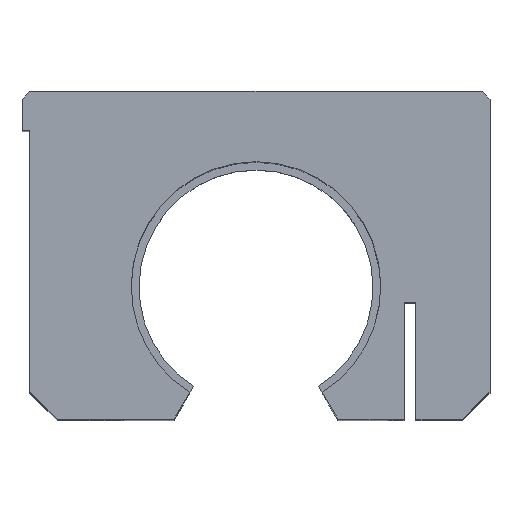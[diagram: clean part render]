
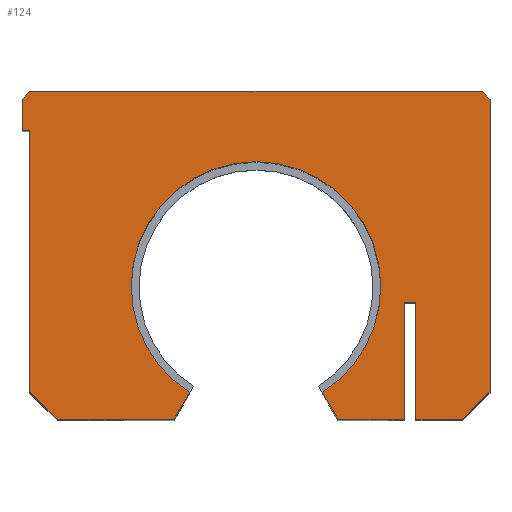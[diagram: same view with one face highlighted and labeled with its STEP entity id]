
A CAD part, top view. The second image highlights one B-rep face of the part: STEP entity #124.
In plain terms, the highlighted planar face has unit normal (0, 0, 1).
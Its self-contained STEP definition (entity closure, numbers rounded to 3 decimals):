
#124 = ADVANCED_FACE( '', ( #295 ), #296, .T. );
#295 = FACE_OUTER_BOUND( '', #550, .T. );
#296 = PLANE( '', #551 );
#550 = EDGE_LOOP( '', ( #1090, #1091, #1092, #1093, #1094, #1095, #1096, #1097, #1098, #1099, #1100, #1101, #1102, #1103, #1104, #1105, #1106, #1107, #1108 ) );
#551 = AXIS2_PLACEMENT_3D( '', #1109, #1110, #1111 );
#1090 = ORIENTED_EDGE( '', *, *, #1851, .T. );
#1091 = ORIENTED_EDGE( '', *, *, #1861, .F. );
#1092 = ORIENTED_EDGE( '', *, *, #1862, .T. );
#1093 = ORIENTED_EDGE( '', *, *, #1863, .T. );
#1094 = ORIENTED_EDGE( '', *, *, #1864, .T. );
#1095 = ORIENTED_EDGE( '', *, *, #1865, .F. );
#1096 = ORIENTED_EDGE( '', *, *, #1866, .F. );
#1097 = ORIENTED_EDGE( '', *, *, #1867, .F. );
#1098 = ORIENTED_EDGE( '', *, *, #1868, .F. );
#1099 = ORIENTED_EDGE( '', *, *, #1869, .F. );
#1100 = ORIENTED_EDGE( '', *, *, #1870, .F. );
#1101 = ORIENTED_EDGE( '', *, *, #1871, .F. );
#1102 = ORIENTED_EDGE( '', *, *, #1872, .F. );
#1103 = ORIENTED_EDGE( '', *, *, #1873, .F. );
#1104 = ORIENTED_EDGE( '', *, *, #1874, .F. );
#1105 = ORIENTED_EDGE( '', *, *, #1875, .F. );
#1106 = ORIENTED_EDGE( '', *, *, #1858, .T. );
#1107 = ORIENTED_EDGE( '', *, *, #1749, .T. );
#1108 = ORIENTED_EDGE( '', *, *, #1876, .T. );
#1109 = CARTESIAN_POINT( '', ( 0., 0., 104. ) );
#1110 = DIRECTION( '', ( 0., 0., 1. ) );
#1111 = DIRECTION( '', ( 1., 0., 0. ) );
#1749 = EDGE_CURVE( '', #2124, #2121, #2125, .T. );
#1851 = EDGE_CURVE( '', #2294, #2292, #2295, .T. );
#1858 = EDGE_CURVE( '', #2305, #2124, #2306, .T. );
#1861 = EDGE_CURVE( '', #2310, #2292, #2311, .T. );
#1862 = EDGE_CURVE( '', #2310, #2312, #2313, .T. );
#1863 = EDGE_CURVE( '', #2312, #2314, #2315, .T. );
#1864 = EDGE_CURVE( '', #2314, #2316, #2317, .T. );
#1865 = EDGE_CURVE( '', #2318, #2316, #2319, .T. );
#1866 = EDGE_CURVE( '', #2320, #2318, #2321, .T. );
#1867 = EDGE_CURVE( '', #2322, #2320, #2323, .T. );
#1868 = EDGE_CURVE( '', #2324, #2322, #2325, .T. );
#1869 = EDGE_CURVE( '', #2326, #2324, #2327, .T. );
#1870 = EDGE_CURVE( '', #2328, #2326, #2329, .T. );
#1871 = EDGE_CURVE( '', #2330, #2328, #2331, .T. );
#1872 = EDGE_CURVE( '', #2332, #2330, #2333, .T. );
#1873 = EDGE_CURVE( '', #2334, #2332, #2335, .T. );
#1874 = EDGE_CURVE( '', #2336, #2334, #2337, .T. );
#1875 = EDGE_CURVE( '', #2305, #2336, #2338, .T. );
#1876 = EDGE_CURVE( '', #2121, #2294, #2339, .T. );
#2121 = VERTEX_POINT( '', #2680 );
#2124 = VERTEX_POINT( '', #2684 );
#2125 = CIRCLE( '', #2685, 16. );
#2292 = VERTEX_POINT( '', #3098 );
#2294 = VERTEX_POINT( '', #3101 );
#2295 = LINE( '', #3102, #3103 );
#2305 = VERTEX_POINT( '', #3119 );
#2306 = LINE( '', #3120, #3121 );
#2310 = VERTEX_POINT( '', #3127 );
#2311 = LINE( '', #3128, #3129 );
#2312 = VERTEX_POINT( '', #3130 );
#2313 = LINE( '', #3131, #3132 );
#2314 = VERTEX_POINT( '', #3133 );
#2315 = LINE( '', #3134, #3135 );
#2316 = VERTEX_POINT( '', #3136 );
#2317 = LINE( '', #3137, #3138 );
#2318 = VERTEX_POINT( '', #3139 );
#2319 = LINE( '', #3140, #3141 );
#2320 = VERTEX_POINT( '', #3142 );
#2321 = LINE( '', #3143, #3144 );
#2322 = VERTEX_POINT( '', #3145 );
#2323 = LINE( '', #3146, #3147 );
#2324 = VERTEX_POINT( '', #3148 );
#2325 = LINE( '', #3149, #3150 );
#2326 = VERTEX_POINT( '', #3151 );
#2327 = LINE( '', #3152, #3153 );
#2328 = VERTEX_POINT( '', #3154 );
#2329 = LINE( '', #3155, #3156 );
#2330 = VERTEX_POINT( '', #3157 );
#2331 = LINE( '', #3158, #3159 );
#2332 = VERTEX_POINT( '', #3160 );
#2333 = LINE( '', #3161, #3162 );
#2334 = VERTEX_POINT( '', #3163 );
#2335 = LINE( '', #3164, #3165 );
#2336 = VERTEX_POINT( '', #3166 );
#2337 = LINE( '', #3167, #3168 );
#2338 = LINE( '', #3169, #3170 );
#2339 = CIRCLE( '', #3171, 16. );
#2680 = CARTESIAN_POINT( '', ( 0., 33., 104. ) );
#2684 = CARTESIAN_POINT( '', ( -8.5, 3.445, 104. ) );
#2685 = AXIS2_PLACEMENT_3D( '', #3577, #3578, #3579 );
#3098 = CARTESIAN_POINT( '', ( 10.489, 0., 104. ) );
#3101 = CARTESIAN_POINT( '', ( 8.5, 3.445, 104. ) );
#3102 = CARTESIAN_POINT( '', ( 9.466, 1.771, 104. ) );
#3103 = VECTOR( '', #3767, 1. );
#3119 = CARTESIAN_POINT( '', ( -10.489, 0., 104. ) );
#3120 = CARTESIAN_POINT( '', ( -3.933, 11.354, 104. ) );
#3121 = VECTOR( '', #3774, 1. );
#3127 = CARTESIAN_POINT( '', ( 19., 0., 104. ) );
#3128 = CARTESIAN_POINT( '', ( -25.5, 0., 104. ) );
#3129 = VECTOR( '', #3777, 1. );
#3130 = CARTESIAN_POINT( '', ( 19., 15., 104. ) );
#3131 = CARTESIAN_POINT( '', ( 19., 0., 104. ) );
#3132 = VECTOR( '', #3778, 1. );
#3133 = CARTESIAN_POINT( '', ( 20.5, 15., 104. ) );
#3134 = CARTESIAN_POINT( '', ( 10.25, 15., 104. ) );
#3135 = VECTOR( '', #3779, 1. );
#3136 = CARTESIAN_POINT( '', ( 20.5, 0., 104. ) );
#3137 = CARTESIAN_POINT( '', ( 20.5, 0., 104. ) );
#3138 = VECTOR( '', #3780, 1. );
#3139 = CARTESIAN_POINT( '', ( 26.5, 0., 104. ) );
#3140 = CARTESIAN_POINT( '', ( -25.5, 0., 104. ) );
#3141 = VECTOR( '', #3781, 1. );
#3142 = CARTESIAN_POINT( '', ( 30., 3.5, 104. ) );
#3143 = CARTESIAN_POINT( '', ( 26.5, 0., 104. ) );
#3144 = VECTOR( '', #3782, 1. );
#3145 = CARTESIAN_POINT( '', ( 30., 41., 104. ) );
#3146 = CARTESIAN_POINT( '', ( 30., 3.5, 104. ) );
#3147 = VECTOR( '', #3783, 1. );
#3148 = CARTESIAN_POINT( '', ( 29., 42., 104. ) );
#3149 = CARTESIAN_POINT( '', ( 30., 41., 104. ) );
#3150 = VECTOR( '', #3784, 1. );
#3151 = CARTESIAN_POINT( '', ( -29., 42., 104. ) );
#3152 = CARTESIAN_POINT( '', ( 29., 42., 104. ) );
#3153 = VECTOR( '', #3785, 1. );
#3154 = CARTESIAN_POINT( '', ( -30., 41., 104. ) );
#3155 = CARTESIAN_POINT( '', ( -29., 42., 104. ) );
#3156 = VECTOR( '', #3786, 1. );
#3157 = CARTESIAN_POINT( '', ( -30., 37., 104. ) );
#3158 = CARTESIAN_POINT( '', ( -30., 41., 104. ) );
#3159 = VECTOR( '', #3787, 1. );
#3160 = CARTESIAN_POINT( '', ( -29., 37., 104. ) );
#3161 = CARTESIAN_POINT( '', ( -30., 37., 104. ) );
#3162 = VECTOR( '', #3788, 1. );
#3163 = CARTESIAN_POINT( '', ( -29., 3.5, 104. ) );
#3164 = CARTESIAN_POINT( '', ( -29., 37., 104. ) );
#3165 = VECTOR( '', #3789, 1. );
#3166 = CARTESIAN_POINT( '', ( -25.5, 0., 104. ) );
#3167 = CARTESIAN_POINT( '', ( -29., 3.5, 104. ) );
#3168 = VECTOR( '', #3790, 1. );
#3169 = CARTESIAN_POINT( '', ( -25.5, 0., 104. ) );
#3170 = VECTOR( '', #3791, 1. );
#3171 = AXIS2_PLACEMENT_3D( '', #3792, #3793, #3794 );
#3577 = CARTESIAN_POINT( '', ( 0., 17., 104. ) );
#3578 = DIRECTION( '', ( 0., 0., -1. ) );
#3579 = DIRECTION( '', ( 0., 1., 0. ) );
#3767 = DIRECTION( '', ( 0.5, -0.866, 0. ) );
#3774 = DIRECTION( '', ( 0.5, 0.866, 0. ) );
#3777 = DIRECTION( '', ( -1., 0., 0. ) );
#3778 = DIRECTION( '', ( 0., 1., 0. ) );
#3779 = DIRECTION( '', ( 1., 0., 0. ) );
#3780 = DIRECTION( '', ( 0., -1., 0. ) );
#3781 = DIRECTION( '', ( -1., 0., 0. ) );
#3782 = DIRECTION( '', ( -0.707, -0.707, 0. ) );
#3783 = DIRECTION( '', ( 0., -1., 0. ) );
#3784 = DIRECTION( '', ( 0.707, -0.707, 0. ) );
#3785 = DIRECTION( '', ( 1., 0., 0. ) );
#3786 = DIRECTION( '', ( 0.707, 0.707, 0. ) );
#3787 = DIRECTION( '', ( 0., 1., 0. ) );
#3788 = DIRECTION( '', ( -1., 0., 0. ) );
#3789 = DIRECTION( '', ( 0., 1., 0. ) );
#3790 = DIRECTION( '', ( -0.707, 0.707, 0. ) );
#3791 = DIRECTION( '', ( -1., 0., 0. ) );
#3792 = CARTESIAN_POINT( '', ( 0., 17., 104. ) );
#3793 = DIRECTION( '', ( 0., 0., -1. ) );
#3794 = DIRECTION( '', ( 0., 1., 0. ) );
